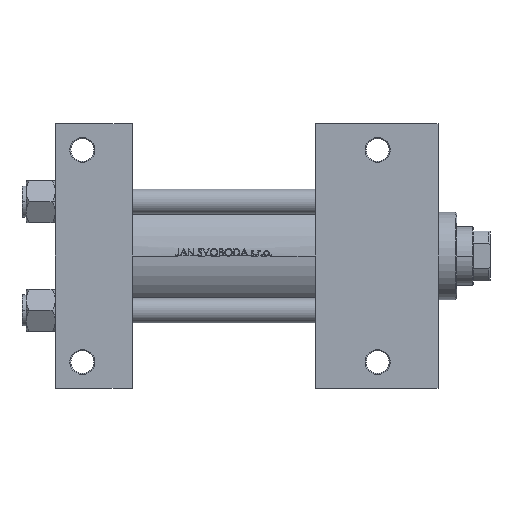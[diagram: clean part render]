
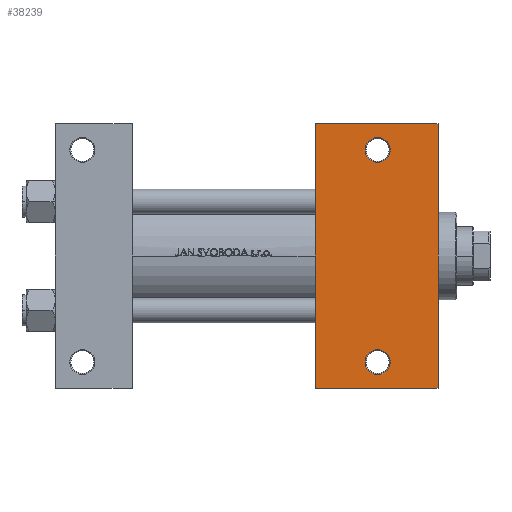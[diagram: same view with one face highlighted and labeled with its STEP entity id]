
A CAD part, front view. The second image highlights one B-rep face of the part: STEP entity #38239.
In plain terms, the highlighted face is planar.
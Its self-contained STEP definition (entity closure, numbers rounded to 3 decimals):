
#290 = CIRCLE ( 'NONE', #44808, 5.999 ) ;
#1072 = CIRCLE ( 'NONE', #46379, 5.999 ) ;
#1327 = EDGE_CURVE ( 'NONE', #40058, #30252, #44227, .T. ) ;
#1657 = VERTEX_POINT ( 'NONE', #23005 ) ;
#2348 = CARTESIAN_POINT ( 'NONE',  ( 155., -51., -37.5 ) ) ;
#3790 = CARTESIAN_POINT ( 'NONE',  ( 125., -63.5, -37.5 ) ) ;
#3994 = DIRECTION ( 'NONE',  ( 0., 0., 1. ) ) ;
#5192 = AXIS2_PLACEMENT_3D ( 'NONE', #2348, #31659, #5726 ) ;
#5726 = DIRECTION ( 'NONE',  ( -1., 0., 0. ) ) ;
#6443 = VECTOR ( 'NONE', #9045, 1000. ) ;
#6633 = VERTEX_POINT ( 'NONE', #16758 ) ;
#6737 = DIRECTION ( 'NONE',  ( -1., 0., 0. ) ) ;
#7125 = CARTESIAN_POINT ( 'NONE',  ( 161., -51., -37.5 ) ) ;
#7976 = ORIENTED_EDGE ( 'NONE', *, *, #20635, .T. ) ;
#9045 = DIRECTION ( 'NONE',  ( 0., -1., 0. ) ) ;
#10173 = VERTEX_POINT ( 'NONE', #23865 ) ;
#10607 = EDGE_CURVE ( 'NONE', #6633, #24372, #43748, .T. ) ;
#12053 = FACE_OUTER_BOUND ( 'NONE', #16113, .T. ) ;
#13128 = DIRECTION ( 'NONE',  ( 0., 0., 1. ) ) ;
#15670 = ORIENTED_EDGE ( 'NONE', *, *, #1327, .T. ) ;
#16113 = EDGE_LOOP ( 'NONE', ( #27666, #15670, #7976, #21966 ) ) ;
#16361 = FACE_BOUND ( 'NONE', #46149, .T. ) ;
#16605 = CARTESIAN_POINT ( 'NONE',  ( 184., 37.5, -37.5 ) ) ;
#16641 = ORIENTED_EDGE ( 'NONE', *, *, #41161, .T. ) ;
#16758 = CARTESIAN_POINT ( 'NONE',  ( 149.001, 51., -37.5 ) ) ;
#16966 = DIRECTION ( 'NONE',  ( -1., 0., 0. ) ) ;
#17325 = EDGE_LOOP ( 'NONE', ( #43574, #30582 ) ) ;
#18674 = DIRECTION ( 'NONE',  ( -1., 0., 0. ) ) ;
#20191 = CARTESIAN_POINT ( 'NONE',  ( 149.001, -51., -37.5 ) ) ;
#20549 = EDGE_CURVE ( 'NONE', #24372, #6633, #1072, .T. ) ;
#20635 = EDGE_CURVE ( 'NONE', #30252, #1657, #34501, .T. ) ;
#20739 = CARTESIAN_POINT ( 'NONE',  ( 161., 51., -37.5 ) ) ;
#21326 = AXIS2_PLACEMENT_3D ( 'NONE', #16605, #42323, #45443 ) ;
#21869 = DIRECTION ( 'NONE',  ( 0., 0., 1. ) ) ;
#21966 = ORIENTED_EDGE ( 'NONE', *, *, #29522, .T. ) ;
#22666 = ORIENTED_EDGE ( 'NONE', *, *, #38707, .T. ) ;
#23005 = CARTESIAN_POINT ( 'NONE',  ( 184., -63.5, -37.5 ) ) ;
#23337 = FACE_BOUND ( 'NONE', #17325, .T. ) ;
#23865 = CARTESIAN_POINT ( 'NONE',  ( 125., -63.5, -37.5 ) ) ;
#24372 = VERTEX_POINT ( 'NONE', #20739 ) ;
#25494 = DIRECTION ( 'NONE',  ( 1., 0., 0. ) ) ;
#26705 = CIRCLE ( 'NONE', #5192, 5.999 ) ;
#26710 = PLANE ( 'NONE',  #21326 ) ;
#27364 = VERTEX_POINT ( 'NONE', #7125 ) ;
#27666 = ORIENTED_EDGE ( 'NONE', *, *, #43664, .F. ) ;
#28220 = VERTEX_POINT ( 'NONE', #20191 ) ;
#29282 = CARTESIAN_POINT ( 'NONE',  ( 184., 63.5, -37.5 ) ) ;
#29522 = EDGE_CURVE ( 'NONE', #1657, #10173, #36724, .T. ) ;
#30252 = VERTEX_POINT ( 'NONE', #29282 ) ;
#30582 = ORIENTED_EDGE ( 'NONE', *, *, #20549, .T. ) ;
#31659 = DIRECTION ( 'NONE',  ( 0., 0., 1. ) ) ;
#31868 = VECTOR ( 'NONE', #33105, 1000. ) ;
#32566 = VECTOR ( 'NONE', #47567, 1000. ) ;
#32686 = CARTESIAN_POINT ( 'NONE',  ( 125., 63.5, -37.5 ) ) ;
#32886 = CARTESIAN_POINT ( 'NONE',  ( 125., 37.5, -37.5 ) ) ;
#33105 = DIRECTION ( 'NONE',  ( -1., 0., 0. ) ) ;
#34501 = LINE ( 'NONE', #41965, #6443 ) ;
#36502 = LINE ( 'NONE', #32886, #32566 ) ;
#36510 = CARTESIAN_POINT ( 'NONE',  ( 155., 51., -37.5 ) ) ;
#36724 = LINE ( 'NONE', #3790, #31868 ) ;
#36921 = CARTESIAN_POINT ( 'NONE',  ( 155., 51., -37.5 ) ) ;
#38239 = ADVANCED_FACE ( 'NONE', ( #23337, #16361, #12053 ), #26710, .T. ) ;
#38707 = EDGE_CURVE ( 'NONE', #27364, #28220, #26705, .T. ) ;
#40058 = VERTEX_POINT ( 'NONE', #46813 ) ;
#41161 = EDGE_CURVE ( 'NONE', #28220, #27364, #290, .T. ) ;
#41965 = CARTESIAN_POINT ( 'NONE',  ( 184., 37.5, -37.5 ) ) ;
#42323 = DIRECTION ( 'NONE',  ( 0., 0., -1. ) ) ;
#43574 = ORIENTED_EDGE ( 'NONE', *, *, #10607, .T. ) ;
#43664 = EDGE_CURVE ( 'NONE', #40058, #10173, #36502, .T. ) ;
#43748 = CIRCLE ( 'NONE', #44518, 5.999 ) ;
#44227 = LINE ( 'NONE', #32686, #46741 ) ;
#44518 = AXIS2_PLACEMENT_3D ( 'NONE', #36510, #21869, #6737 ) ;
#44808 = AXIS2_PLACEMENT_3D ( 'NONE', #46524, #13128, #16966 ) ;
#45443 = DIRECTION ( 'NONE',  ( -1., 0., 0. ) ) ;
#46149 = EDGE_LOOP ( 'NONE', ( #16641, #22666 ) ) ;
#46379 = AXIS2_PLACEMENT_3D ( 'NONE', #36921, #3994, #18674 ) ;
#46524 = CARTESIAN_POINT ( 'NONE',  ( 155., -51., -37.5 ) ) ;
#46741 = VECTOR ( 'NONE', #25494, 1000. ) ;
#46813 = CARTESIAN_POINT ( 'NONE',  ( 125., 63.5, -37.5 ) ) ;
#47567 = DIRECTION ( 'NONE',  ( 0., -1., 0. ) ) ;
